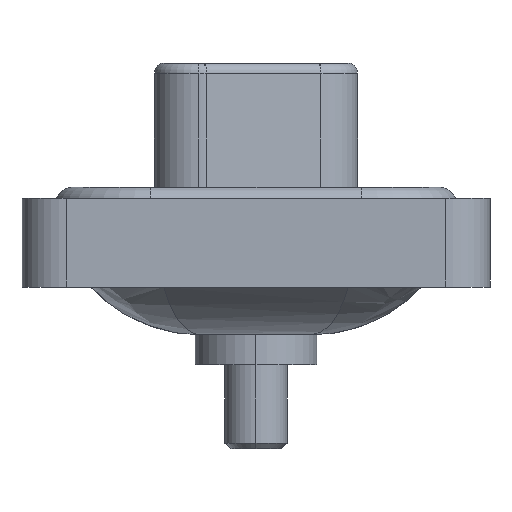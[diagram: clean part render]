
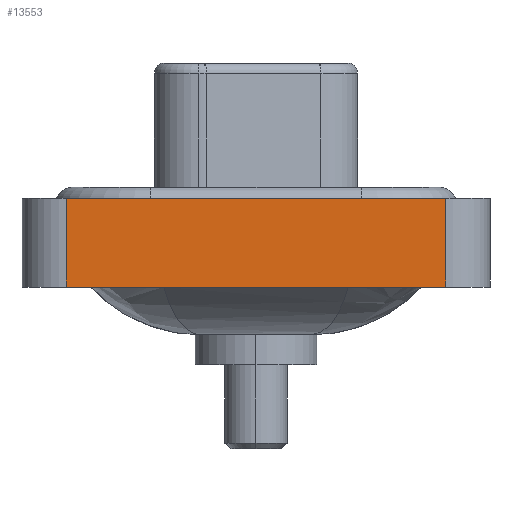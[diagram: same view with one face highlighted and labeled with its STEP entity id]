
A CAD part, left-side view. The second image highlights one B-rep face of the part: STEP entity #13553.
In plain terms, the highlighted planar face has unit normal (-1, 0, 0).
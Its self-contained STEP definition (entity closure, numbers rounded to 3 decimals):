
#778 = PLANE ( 'NONE',  #7534 ) ;
#961 = ORIENTED_EDGE ( 'NONE', *, *, #17347, .T. ) ;
#1321 = VECTOR ( 'NONE', #9312, 1000. ) ;
#1941 = DIRECTION ( 'NONE',  ( 0., 0., 1. ) ) ;
#2660 = ORIENTED_EDGE ( 'NONE', *, *, #16359, .T. ) ;
#3007 = VERTEX_POINT ( 'NONE', #11299 ) ;
#3052 = LINE ( 'NONE', #7487, #11129 ) ;
#3168 = VERTEX_POINT ( 'NONE', #10829 ) ;
#3432 = VECTOR ( 'NONE', #4919, 1000. ) ;
#3471 = LINE ( 'NONE', #11884, #3432 ) ;
#3479 = EDGE_CURVE ( 'NONE', #3007, #4396, #3471, .T. ) ;
#3771 = CARTESIAN_POINT ( 'NONE',  ( -7.35, -8.55, -3.6 ) ) ;
#4396 = VERTEX_POINT ( 'NONE', #8338 ) ;
#4919 = DIRECTION ( 'NONE',  ( 0., -1., 0. ) ) ;
#4927 = DIRECTION ( 'NONE',  ( 0., 0., 1. ) ) ;
#7487 = CARTESIAN_POINT ( 'NONE',  ( -7.35, 8.55, -3.6 ) ) ;
#7534 = AXIS2_PLACEMENT_3D ( 'NONE', #7862, #10482, #16337 ) ;
#7568 = CARTESIAN_POINT ( 'NONE',  ( -7.35, -8.55, -3.6 ) ) ;
#7862 = CARTESIAN_POINT ( 'NONE',  ( -7.35, -8.55, -3.6 ) ) ;
#8338 = CARTESIAN_POINT ( 'NONE',  ( -7.35, -8.55, 0.4 ) ) ;
#8494 = ORIENTED_EDGE ( 'NONE', *, *, #3479, .F. ) ;
#9283 = LINE ( 'NONE', #7568, #17166 ) ;
#9312 = DIRECTION ( 'NONE',  ( 0., -1., 0. ) ) ;
#10482 = DIRECTION ( 'NONE',  ( -1., 0., 0. ) ) ;
#10829 = CARTESIAN_POINT ( 'NONE',  ( -7.35, -8.55, -3.6 ) ) ;
#11129 = VECTOR ( 'NONE', #1941, 1000. ) ;
#11299 = CARTESIAN_POINT ( 'NONE',  ( -7.35, 8.55, 0.4 ) ) ;
#11884 = CARTESIAN_POINT ( 'NONE',  ( -7.35, -8.55, 0.4 ) ) ;
#13553 = ADVANCED_FACE ( 'NONE', ( #15976 ), #778, .T. ) ;
#14166 = EDGE_LOOP ( 'NONE', ( #2660, #8494, #14390, #961 ) ) ;
#14390 = ORIENTED_EDGE ( 'NONE', *, *, #16193, .F. ) ;
#15048 = CARTESIAN_POINT ( 'NONE',  ( -7.35, 8.55, -3.6 ) ) ;
#15882 = LINE ( 'NONE', #3771, #1321 ) ;
#15976 = FACE_OUTER_BOUND ( 'NONE', #14166, .T. ) ;
#16193 = EDGE_CURVE ( 'NONE', #17844, #3007, #3052, .T. ) ;
#16337 = DIRECTION ( 'NONE',  ( 0., 0., 1. ) ) ;
#16359 = EDGE_CURVE ( 'NONE', #3168, #4396, #9283, .T. ) ;
#17166 = VECTOR ( 'NONE', #4927, 1000. ) ;
#17347 = EDGE_CURVE ( 'NONE', #17844, #3168, #15882, .T. ) ;
#17844 = VERTEX_POINT ( 'NONE', #15048 ) ;
